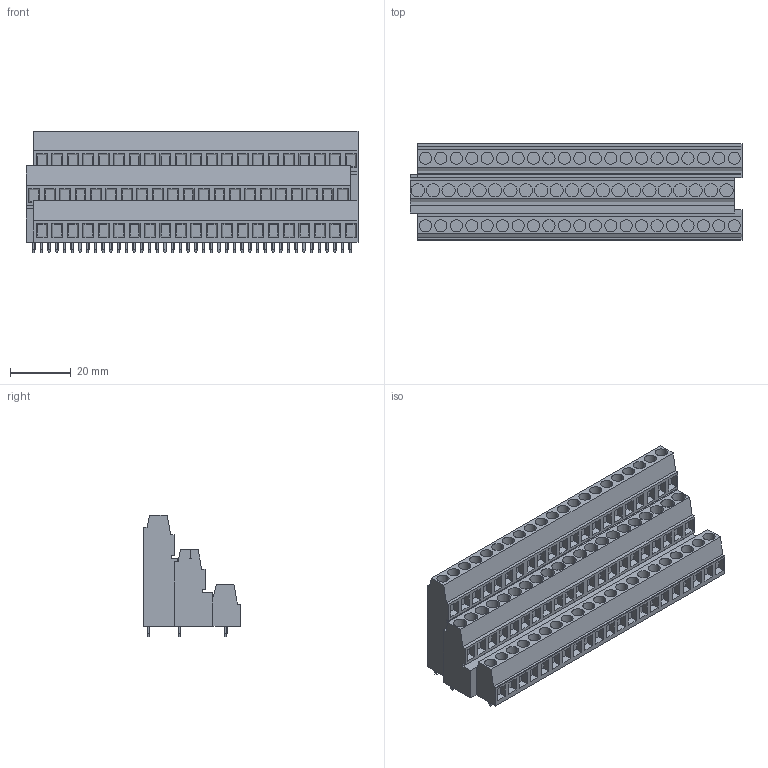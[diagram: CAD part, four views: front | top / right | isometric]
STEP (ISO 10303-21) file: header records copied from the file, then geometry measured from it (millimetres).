
FILE_DESCRIPTION(('CATIA V5 STEP','CAx-IF Rec.Pracs.--- Model Styling and Organization---1.2---2011-12-15'),'2;1');
FILE_NAME ('D1455764_0_1769810000_1769810000.stp','2018-09-08T03:57:59+00:00',('none'),('Weidmueller'),'CATIA Version 5-6 Release 2014','CATIA V5 STEP AP214','none');
FILE_SCHEMA(('AUTOMOTIVE_DESIGN { 1 0 10303 214 1 1 1 1 }'));
Length unit declared in the file: millimetre
Products named in the file (1): 1769810000
Bounding box: 109.22 x 31.8 x 40.1 mm (x, y, z)
Volume: 73609.4 mm3; surface area: 22583.1 mm2
Topology: 64 solids, 64 shells, 1423 faces, 3507 edges, 2338 vertices
Faces by surface type: plane 1296, cylinder 127
Entity records: 36823 total; most frequent: CARTESIAN_POINT 7021, ORIENTED_EDGE 7014, DIRECTION 4345, EDGE_CURVE 3507, VECTOR 2749, LINE 2749, VERTEX_POINT 2338, EDGE_LOOP 1549
